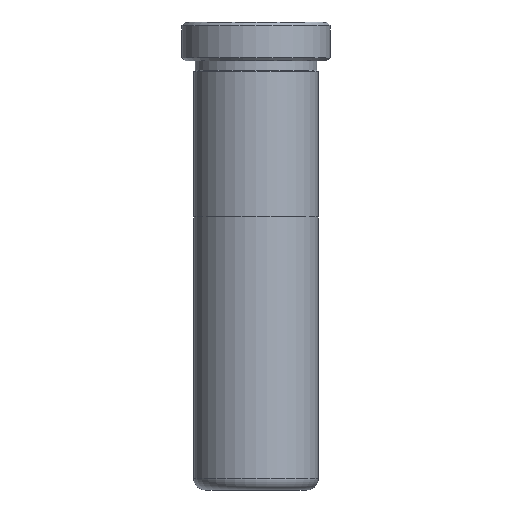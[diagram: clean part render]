
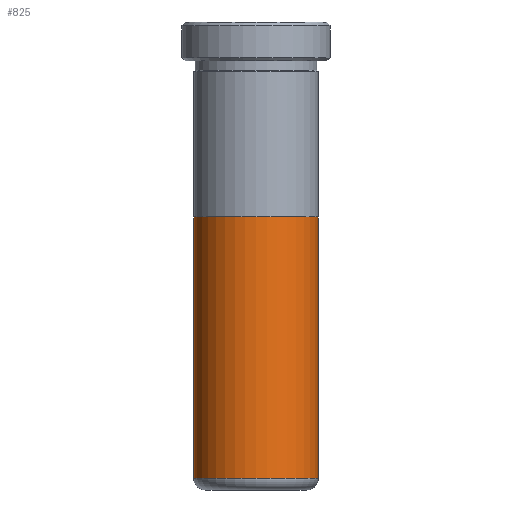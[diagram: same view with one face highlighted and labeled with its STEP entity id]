
A CAD part, front view. The second image highlights one B-rep face of the part: STEP entity #825.
In plain terms, the highlighted cylindrical face has radius 7.995 mm (diameter 15.99 mm), a partial arc.
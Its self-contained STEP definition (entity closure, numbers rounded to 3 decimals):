
#31 = LINE ( 'NONE', #1092, #961 ) ;
#58 = DIRECTION ( 'NONE',  ( -1., 0., 0. ) ) ;
#64 = DIRECTION ( 'NONE',  ( 0., 0., -1. ) ) ;
#91 = CYLINDRICAL_SURFACE ( 'NONE', #1473, 7.995 ) ;
#112 = CARTESIAN_POINT ( 'NONE',  ( 7.995, 0., 1.5 ) ) ;
#145 = CARTESIAN_POINT ( 'NONE',  ( 7.995, 0., 35. ) ) ;
#220 = VERTEX_POINT ( 'NONE', #649 ) ;
#261 = VERTEX_POINT ( 'NONE', #1221 ) ;
#274 = DIRECTION ( 'NONE',  ( 0., 0., 1. ) ) ;
#409 = DIRECTION ( 'NONE',  ( 0., 0., -1. ) ) ;
#455 = EDGE_CURVE ( 'NONE', #220, #628, #603, .T. ) ;
#460 = VECTOR ( 'NONE', #64, 1000. ) ;
#470 = ORIENTED_EDGE ( 'NONE', *, *, #1220, .F. ) ;
#481 = EDGE_LOOP ( 'NONE', ( #470, #539, #720, #955 ) ) ;
#505 = EDGE_CURVE ( 'NONE', #261, #1489, #1397, .T. ) ;
#516 = EDGE_CURVE ( 'NONE', #220, #261, #1053, .T. ) ;
#539 = ORIENTED_EDGE ( 'NONE', *, *, #455, .F. ) ;
#603 = CIRCLE ( 'NONE', #910, 7.995 ) ;
#628 = VERTEX_POINT ( 'NONE', #145 ) ;
#649 = CARTESIAN_POINT ( 'NONE',  ( -7.995, 0., 35. ) ) ;
#671 = DIRECTION ( 'NONE',  ( 0., 0., 1. ) ) ;
#720 = ORIENTED_EDGE ( 'NONE', *, *, #516, .T. ) ;
#753 = FACE_OUTER_BOUND ( 'NONE', #481, .T. ) ;
#766 = CARTESIAN_POINT ( 'NONE',  ( -7.995, 0., 55. ) ) ;
#825 = ADVANCED_FACE ( 'NONE', ( #753 ), #91, .T. ) ;
#910 = AXIS2_PLACEMENT_3D ( 'NONE', #970, #274, #1090 ) ;
#955 = ORIENTED_EDGE ( 'NONE', *, *, #505, .T. ) ;
#961 = VECTOR ( 'NONE', #409, 1000. ) ;
#970 = CARTESIAN_POINT ( 'NONE',  ( 0., 0., 35. ) ) ;
#994 = CARTESIAN_POINT ( 'NONE',  ( 0., 0., 55. ) ) ;
#1053 = LINE ( 'NONE', #766, #460 ) ;
#1090 = DIRECTION ( 'NONE',  ( 1., 0., 0. ) ) ;
#1092 = CARTESIAN_POINT ( 'NONE',  ( 7.995, 0., 55. ) ) ;
#1112 = DIRECTION ( 'NONE',  ( 0., 0., -1. ) ) ;
#1220 = EDGE_CURVE ( 'NONE', #628, #1489, #31, .T. ) ;
#1221 = CARTESIAN_POINT ( 'NONE',  ( -7.995, 0., 1.5 ) ) ;
#1344 = CARTESIAN_POINT ( 'NONE',  ( 0., 0., 1.5 ) ) ;
#1397 = CIRCLE ( 'NONE', #1451, 7.995 ) ;
#1451 = AXIS2_PLACEMENT_3D ( 'NONE', #1344, #671, #1453 ) ;
#1453 = DIRECTION ( 'NONE',  ( 1., 0., 0. ) ) ;
#1473 = AXIS2_PLACEMENT_3D ( 'NONE', #994, #1112, #58 ) ;
#1489 = VERTEX_POINT ( 'NONE', #112 ) ;
